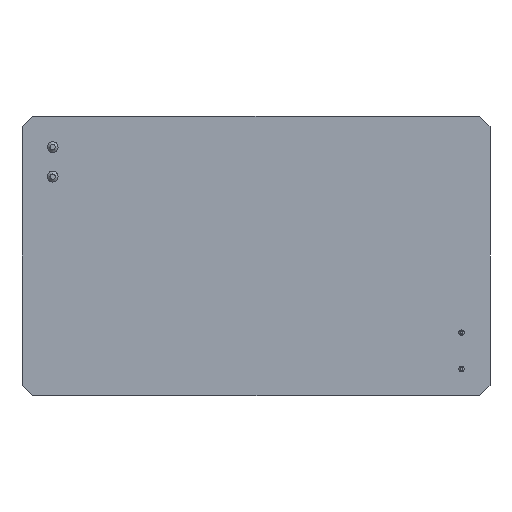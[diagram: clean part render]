
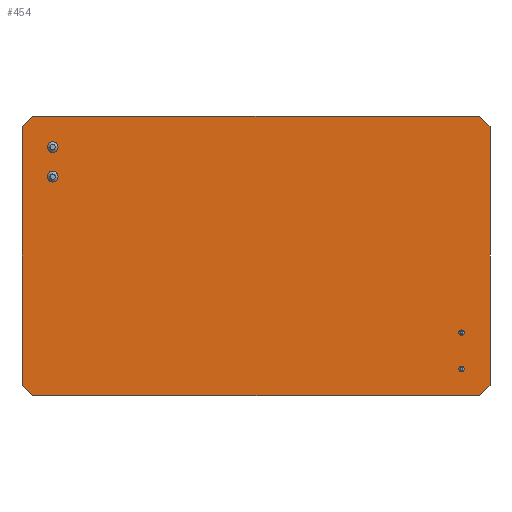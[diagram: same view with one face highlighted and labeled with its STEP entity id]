
A CAD part, front view. The second image highlights one B-rep face of the part: STEP entity #454.
In plain terms, the highlighted planar face has unit normal (0, -1, 0).
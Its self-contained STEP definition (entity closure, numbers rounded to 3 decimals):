
#14=FACE_BOUND('',#111,.T.);
#15=FACE_BOUND('',#112,.T.);
#16=FACE_BOUND('',#113,.T.);
#17=FACE_BOUND('',#114,.T.);
#24=CIRCLE('',#488,1.);
#27=CIRCLE('',#494,1.);
#30=CIRCLE('',#500,0.5);
#33=CIRCLE('',#506,0.5);
#80=FACE_OUTER_BOUND('',#110,.T.);
#110=EDGE_LOOP('',(#391,#392,#393,#394,#395,#396,#397,#398));
#111=EDGE_LOOP('',(#399));
#112=EDGE_LOOP('',(#400));
#113=EDGE_LOOP('',(#401));
#114=EDGE_LOOP('',(#402));
#118=LINE('',#652,#162);
#124=LINE('',#665,#168);
#132=LINE('',#681,#176);
#138=LINE('',#694,#182);
#147=LINE('',#707,#191);
#148=LINE('',#709,#192);
#157=LINE('',#756,#201);
#158=LINE('',#758,#202);
#162=VECTOR('',#520,10.);
#168=VECTOR('',#530,10.);
#176=VECTOR('',#544,10.);
#182=VECTOR('',#554,10.);
#191=VECTOR('',#571,10.);
#192=VECTOR('',#574,10.);
#201=VECTOR('',#635,10.);
#202=VECTOR('',#638,10.);
#206=VERTEX_POINT('',#650);
#207=VERTEX_POINT('',#651);
#211=VERTEX_POINT('',#663);
#212=VERTEX_POINT('',#664);
#216=VERTEX_POINT('',#679);
#217=VERTEX_POINT('',#680);
#221=VERTEX_POINT('',#692);
#222=VERTEX_POINT('',#693);
#225=VERTEX_POINT('',#718);
#228=VERTEX_POINT('',#729);
#231=VERTEX_POINT('',#740);
#234=VERTEX_POINT('',#751);
#238=EDGE_CURVE('',#206,#207,#118,.T.);
#244=EDGE_CURVE('',#211,#212,#124,.T.);
#252=EDGE_CURVE('',#216,#217,#132,.T.);
#258=EDGE_CURVE('',#221,#222,#138,.T.);
#267=EDGE_CURVE('',#206,#212,#147,.T.);
#268=EDGE_CURVE('',#211,#222,#148,.T.);
#273=EDGE_CURVE('',#225,#225,#24,.T.);
#278=EDGE_CURVE('',#228,#228,#27,.T.);
#283=EDGE_CURVE('',#231,#231,#30,.T.);
#288=EDGE_CURVE('',#234,#234,#33,.T.);
#289=EDGE_CURVE('',#216,#207,#157,.T.);
#290=EDGE_CURVE('',#221,#217,#158,.T.);
#391=ORIENTED_EDGE('',*,*,#238,.F.);
#392=ORIENTED_EDGE('',*,*,#267,.T.);
#393=ORIENTED_EDGE('',*,*,#244,.F.);
#394=ORIENTED_EDGE('',*,*,#268,.T.);
#395=ORIENTED_EDGE('',*,*,#258,.F.);
#396=ORIENTED_EDGE('',*,*,#290,.T.);
#397=ORIENTED_EDGE('',*,*,#252,.F.);
#398=ORIENTED_EDGE('',*,*,#289,.T.);
#399=ORIENTED_EDGE('',*,*,#288,.T.);
#400=ORIENTED_EDGE('',*,*,#273,.T.);
#401=ORIENTED_EDGE('',*,*,#283,.T.);
#402=ORIENTED_EDGE('',*,*,#278,.T.);
#424=PLANE('',#510);
#454=ADVANCED_FACE('',(#80,#14,#15,#16,#17),#424,.F.);
#488=AXIS2_PLACEMENT_3D('',#720,#587,#588);
#494=AXIS2_PLACEMENT_3D('',#731,#601,#602);
#500=AXIS2_PLACEMENT_3D('',#742,#615,#616);
#506=AXIS2_PLACEMENT_3D('',#753,#629,#630);
#510=AXIS2_PLACEMENT_3D('',#759,#639,#640);
#520=DIRECTION('',(0.707,0.,-0.707));
#530=DIRECTION('',(0.707,0.,0.707));
#544=DIRECTION('',(-0.707,0.,-0.707));
#554=DIRECTION('',(-0.707,0.,0.707));
#571=DIRECTION('',(-1.,0.,0.));
#574=DIRECTION('',(0.,0.,-1.));
#587=DIRECTION('center_axis',(0.,1.,0.));
#588=DIRECTION('ref_axis',(1.,0.,0.));
#601=DIRECTION('center_axis',(0.,1.,0.));
#602=DIRECTION('ref_axis',(1.,0.,0.));
#615=DIRECTION('center_axis',(0.,1.,0.));
#616=DIRECTION('ref_axis',(1.,0.,0.));
#629=DIRECTION('center_axis',(0.,1.,0.));
#630=DIRECTION('ref_axis',(1.,0.,0.));
#635=DIRECTION('',(0.,0.,1.));
#638=DIRECTION('',(1.,0.,0.));
#639=DIRECTION('center_axis',(0.,1.,0.));
#640=DIRECTION('ref_axis',(1.,0.,0.));
#650=CARTESIAN_POINT('',(41.5,0.,26.));
#651=CARTESIAN_POINT('',(43.5,0.,24.));
#652=CARTESIAN_POINT('',(38.125,0.,29.375));
#663=CARTESIAN_POINT('',(-43.5,0.,24.));
#664=CARTESIAN_POINT('',(-41.5,0.,26.));
#665=CARTESIAN_POINT('',(-38.125,0.,29.375));
#679=CARTESIAN_POINT('',(43.5,0.,-24.));
#680=CARTESIAN_POINT('',(41.5,0.,-26.));
#681=CARTESIAN_POINT('',(38.125,0.,-29.375));
#692=CARTESIAN_POINT('',(-41.5,0.,-26.));
#693=CARTESIAN_POINT('',(-43.5,0.,-24.));
#694=CARTESIAN_POINT('',(-38.125,0.,-29.375));
#707=CARTESIAN_POINT('',(43.5,0.,26.));
#709=CARTESIAN_POINT('',(-43.5,0.,26.));
#718=CARTESIAN_POINT('',(-38.8,0.,20.25));
#720=CARTESIAN_POINT('Origin',(-37.8,0.,20.25));
#729=CARTESIAN_POINT('',(-38.8,0.,14.75));
#731=CARTESIAN_POINT('Origin',(-37.8,0.,14.75));
#740=CARTESIAN_POINT('',(37.7,0.,-21.));
#742=CARTESIAN_POINT('Origin',(38.2,0.,-21.));
#751=CARTESIAN_POINT('',(37.7,0.,-14.25));
#753=CARTESIAN_POINT('Origin',(38.2,0.,-14.25));
#756=CARTESIAN_POINT('',(43.5,0.,-26.));
#758=CARTESIAN_POINT('',(-43.5,0.,-26.));
#759=CARTESIAN_POINT('Origin',(0.,0.,0.));
